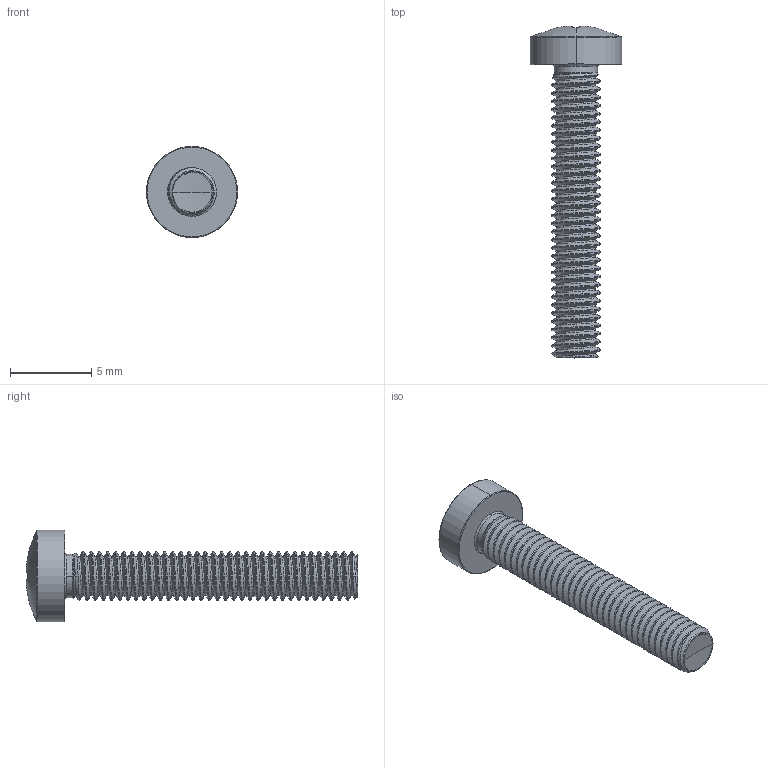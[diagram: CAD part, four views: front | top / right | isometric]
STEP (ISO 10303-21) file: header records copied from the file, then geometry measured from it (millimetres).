
FILE_DESCRIPTION (( 'STEP AP203' ), '1' );
FILE_NAME ('STM320300180.STEP', '2020-12-24T14:45:26', ( '' ), ( '' ), 'SwSTEP 2.0', 'SolidWorks 2015', '' );
FILE_SCHEMA (( 'CONFIG_CONTROL_DESIGN' ));
Products named in the file (2): STM320300180
Bounding box: 5.6 x 20.38 x 5.6 mm (x, y, z)
Volume: 150.8 mm3; surface area: 339.8 mm2
Topology: 1 solids, 1 shells, 231 faces, 567 edges, 337 vertices
Faces by surface type: cylinder 92, bspline 46, torus 33, sphere 28, plane 22, cone 10
Entity records: 31969 total; most frequent: CARTESIAN_POINT 27081, ORIENTED_EDGE 1130, DIRECTION 887, EDGE_CURVE 565, AXIS2_PLACEMENT_3D 384, VERTEX_POINT 337, EDGE_LOOP 232, FACE_OUTER_BOUND 231
